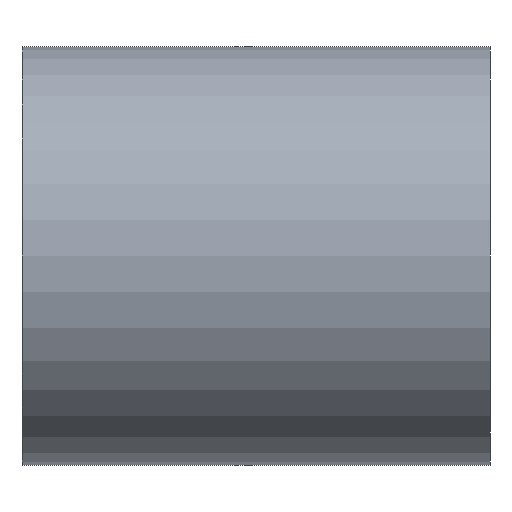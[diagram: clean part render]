
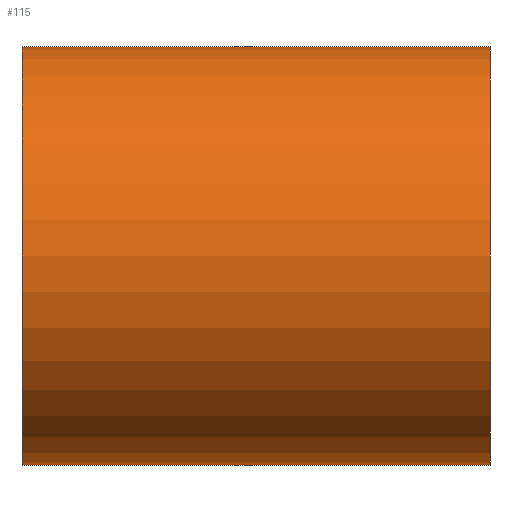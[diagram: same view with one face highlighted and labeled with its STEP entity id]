
A CAD part, left-side view. The second image highlights one B-rep face of the part: STEP entity #115.
In plain terms, the highlighted cylindrical face has radius 7.6 mm (diameter 15.2 mm), a partial arc.
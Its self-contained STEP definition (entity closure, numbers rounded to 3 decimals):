
#15 = ORIENTED_EDGE ( 'NONE', *, *, #235, .T. ) ;
#17 = CARTESIAN_POINT ( 'NONE',  ( 0., 17., 0. ) ) ;
#27 = VERTEX_POINT ( 'NONE', #118 ) ;
#31 = FACE_OUTER_BOUND ( 'NONE', #83, .T. ) ;
#32 = CARTESIAN_POINT ( 'NONE',  ( 0., 17., 0. ) ) ;
#38 = CARTESIAN_POINT ( 'NONE',  ( 0., 0., 0. ) ) ;
#40 = CARTESIAN_POINT ( 'NONE',  ( 0., 17., -7.6 ) ) ;
#41 = AXIS2_PLACEMENT_3D ( 'NONE', #38, #151, #90 ) ;
#48 = VERTEX_POINT ( 'NONE', #84 ) ;
#49 = AXIS2_PLACEMENT_3D ( 'NONE', #17, #231, #150 ) ;
#54 = CARTESIAN_POINT ( 'NONE',  ( 0., 17., 7.6 ) ) ;
#74 = CARTESIAN_POINT ( 'NONE',  ( 0., 17., 7.6 ) ) ;
#83 = EDGE_LOOP ( 'NONE', ( #86, #170, #85, #15 ) ) ;
#84 = CARTESIAN_POINT ( 'NONE',  ( 0., 17., -7.6 ) ) ;
#85 = ORIENTED_EDGE ( 'NONE', *, *, #162, .T. ) ;
#86 = ORIENTED_EDGE ( 'NONE', *, *, #156, .F. ) ;
#90 = DIRECTION ( 'NONE',  ( 0., 0., 1. ) ) ;
#94 = VECTOR ( 'NONE', #212, 1000. ) ;
#102 = CYLINDRICAL_SURFACE ( 'NONE', #138, 7.6 ) ;
#115 = ADVANCED_FACE ( 'NONE', ( #31 ), #102, .T. ) ;
#118 = CARTESIAN_POINT ( 'NONE',  ( 0., 0., -7.6 ) ) ;
#124 = DIRECTION ( 'NONE',  ( 0., -1., 0. ) ) ;
#128 = CARTESIAN_POINT ( 'NONE',  ( 0., 0., 7.6 ) ) ;
#138 = AXIS2_PLACEMENT_3D ( 'NONE', #32, #124, #202 ) ;
#147 = VERTEX_POINT ( 'NONE', #54 ) ;
#150 = DIRECTION ( 'NONE',  ( 0., 0., 1. ) ) ;
#151 = DIRECTION ( 'NONE',  ( 0., 1., 0. ) ) ;
#156 = EDGE_CURVE ( 'NONE', #147, #218, #249, .T. ) ;
#162 = EDGE_CURVE ( 'NONE', #48, #27, #195, .T. ) ;
#170 = ORIENTED_EDGE ( 'NONE', *, *, #174, .F. ) ;
#174 = EDGE_CURVE ( 'NONE', #48, #147, #201, .T. ) ;
#195 = LINE ( 'NONE', #40, #199 ) ;
#199 = VECTOR ( 'NONE', #246, 1000. ) ;
#201 = CIRCLE ( 'NONE', #49, 7.6 ) ;
#202 = DIRECTION ( 'NONE',  ( 0., 0., -1. ) ) ;
#212 = DIRECTION ( 'NONE',  ( 0., -1., 0. ) ) ;
#218 = VERTEX_POINT ( 'NONE', #128 ) ;
#221 = CIRCLE ( 'NONE', #41, 7.6 ) ;
#231 = DIRECTION ( 'NONE',  ( 0., 1., 0. ) ) ;
#235 = EDGE_CURVE ( 'NONE', #27, #218, #221, .T. ) ;
#246 = DIRECTION ( 'NONE',  ( 0., -1., 0. ) ) ;
#249 = LINE ( 'NONE', #74, #94 ) ;
